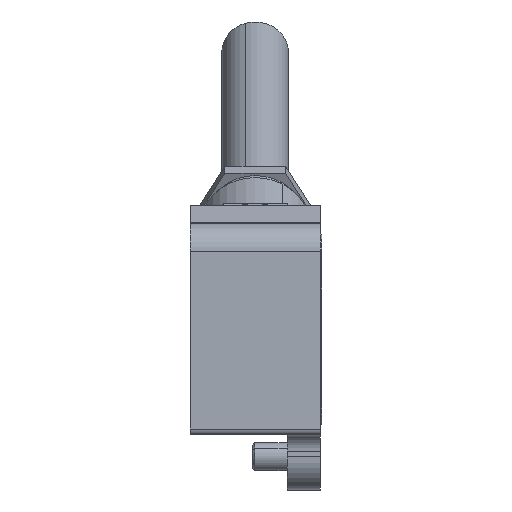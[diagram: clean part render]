
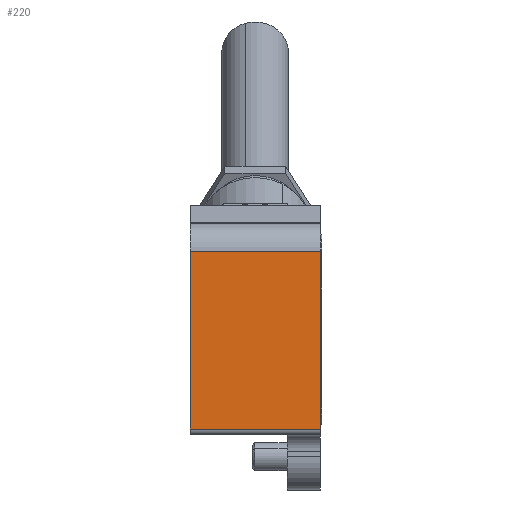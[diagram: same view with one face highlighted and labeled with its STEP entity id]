
A CAD part, left-side view. The second image highlights one B-rep face of the part: STEP entity #220.
In plain terms, the highlighted planar face has unit normal (-1, 0, 0).
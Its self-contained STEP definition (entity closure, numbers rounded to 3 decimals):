
#220 = ADVANCED_FACE ( 'NONE', ( #4316 ), #13720, .F. ) ;
#886 = DIRECTION ( 'NONE',  ( 0., 0., -1. ) ) ;
#1541 = ORIENTED_EDGE ( 'NONE', *, *, #15771, .F. ) ;
#1775 = EDGE_LOOP ( 'NONE', ( #12265, #2544, #1541, #3367 ) ) ;
#1984 = CARTESIAN_POINT ( 'NONE',  ( -29., -12., 1. ) ) ;
#2482 = VERTEX_POINT ( 'NONE', #1984 ) ;
#2544 = ORIENTED_EDGE ( 'NONE', *, *, #10442, .T. ) ;
#2914 = DIRECTION ( 'NONE',  ( 0., 0., -1. ) ) ;
#3326 = VECTOR ( 'NONE', #2914, 1000. ) ;
#3367 = ORIENTED_EDGE ( 'NONE', *, *, #4547, .T. ) ;
#4316 = FACE_OUTER_BOUND ( 'NONE', #1775, .T. ) ;
#4547 = EDGE_CURVE ( 'NONE', #9241, #7018, #10318, .T. ) ;
#4821 = CARTESIAN_POINT ( 'NONE',  ( -29., -12., 1. ) ) ;
#5046 = DIRECTION ( 'NONE',  ( 0., 0., -1. ) ) ;
#5650 = LINE ( 'NONE', #10213, #12857 ) ;
#5656 = DIRECTION ( 'NONE',  ( 0., 1., 0. ) ) ;
#7018 = VERTEX_POINT ( 'NONE', #12799 ) ;
#7410 = DIRECTION ( 'NONE',  ( 0., -1., 0. ) ) ;
#7643 = LINE ( 'NONE', #4821, #10686 ) ;
#8526 = CARTESIAN_POINT ( 'NONE',  ( -29., -12., 45. ) ) ;
#9241 = VERTEX_POINT ( 'NONE', #12608 ) ;
#10213 = CARTESIAN_POINT ( 'NONE',  ( -29., 11.5, 45. ) ) ;
#10318 = LINE ( 'NONE', #10832, #13690 ) ;
#10442 = EDGE_CURVE ( 'NONE', #10731, #2482, #7643, .T. ) ;
#10542 = EDGE_CURVE ( 'NONE', #7018, #10731, #5650, .T. ) ;
#10686 = VECTOR ( 'NONE', #7410, 1000. ) ;
#10731 = VERTEX_POINT ( 'NONE', #11941 ) ;
#10832 = CARTESIAN_POINT ( 'NONE',  ( -29., -12., 33. ) ) ;
#11897 = CARTESIAN_POINT ( 'NONE',  ( -29., -12., 45. ) ) ;
#11941 = CARTESIAN_POINT ( 'NONE',  ( -29., 11.5, 1. ) ) ;
#12265 = ORIENTED_EDGE ( 'NONE', *, *, #10542, .T. ) ;
#12608 = CARTESIAN_POINT ( 'NONE',  ( -29., -12., 33. ) ) ;
#12700 = AXIS2_PLACEMENT_3D ( 'NONE', #8526, #16234, #886 ) ;
#12799 = CARTESIAN_POINT ( 'NONE',  ( -29., 11.5, 33. ) ) ;
#12857 = VECTOR ( 'NONE', #5046, 1000. ) ;
#13148 = LINE ( 'NONE', #11897, #3326 ) ;
#13690 = VECTOR ( 'NONE', #5656, 1000. ) ;
#13720 = PLANE ( 'NONE',  #12700 ) ;
#15771 = EDGE_CURVE ( 'NONE', #9241, #2482, #13148, .T. ) ;
#16234 = DIRECTION ( 'NONE',  ( 1., 0., 0. ) ) ;
